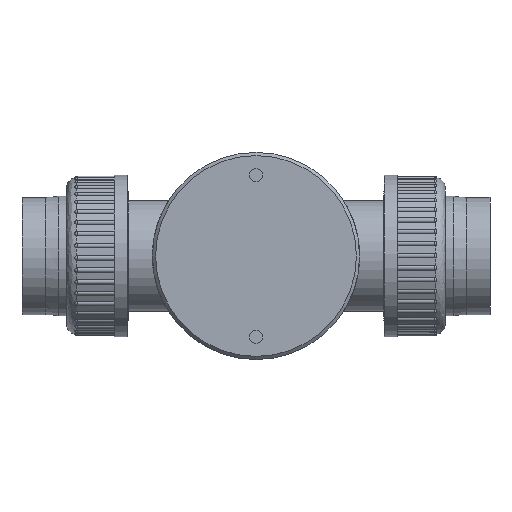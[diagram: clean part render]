
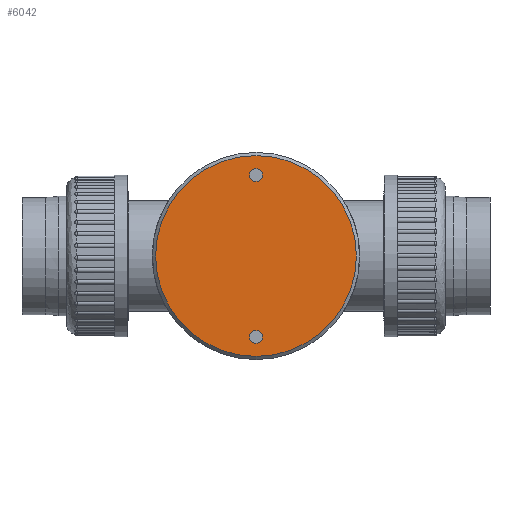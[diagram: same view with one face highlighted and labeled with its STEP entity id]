
A CAD part, front view. The second image highlights one B-rep face of the part: STEP entity #6042.
In plain terms, the highlighted planar face has unit normal (0, -1, 0).
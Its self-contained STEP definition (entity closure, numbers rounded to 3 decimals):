
#37 = CARTESIAN_POINT ( 'NONE',  ( 0., 0., 46.031 ) ) ;
#539 = AXIS2_PLACEMENT_3D ( 'NONE', #5947, #2226, #9427 ) ;
#926 = EDGE_CURVE ( 'NONE', #10197, #10197, #7041, .T. ) ;
#1014 = EDGE_LOOP ( 'NONE', ( #3384 ) ) ;
#1107 = DIRECTION ( 'NONE',  ( 0., 0., -1. ) ) ;
#1556 = DIRECTION ( 'NONE',  ( 0., 1., 0. ) ) ;
#1686 = VERTEX_POINT ( 'NONE', #2529 ) ;
#1945 = DIRECTION ( 'NONE',  ( 0., -1., 0. ) ) ;
#2226 = DIRECTION ( 'NONE',  ( 0., -1., 0. ) ) ;
#2330 = EDGE_CURVE ( 'NONE', #1686, #1686, #6883, .T. ) ;
#2396 = DIRECTION ( 'NONE',  ( 0., 0., 1. ) ) ;
#2529 = CARTESIAN_POINT ( 'NONE',  ( 0., 0., -53.969 ) ) ;
#2842 = CIRCLE ( 'NONE', #8304, 3.969 ) ;
#2901 = ORIENTED_EDGE ( 'NONE', *, *, #926, .T. ) ;
#3308 = FACE_BOUND ( 'NONE', #11007, .T. ) ;
#3384 = ORIENTED_EDGE ( 'NONE', *, *, #2330, .F. ) ;
#4270 = FACE_OUTER_BOUND ( 'NONE', #6733, .T. ) ;
#4399 = VERTEX_POINT ( 'NONE', #37 ) ;
#5144 = CARTESIAN_POINT ( 'NONE',  ( 0., 0., 50. ) ) ;
#5947 = CARTESIAN_POINT ( 'NONE',  ( 0., 0., 0. ) ) ;
#6042 = ADVANCED_FACE ( 'NONE', ( #4270, #3308, #8477 ), #7723, .F. ) ;
#6067 = CARTESIAN_POINT ( 'NONE',  ( 0., 0., 0. ) ) ;
#6733 = EDGE_LOOP ( 'NONE', ( #2901 ) ) ;
#6800 = DIRECTION ( 'NONE',  ( 0., -1., 0. ) ) ;
#6883 = CIRCLE ( 'NONE', #7431, 3.969 ) ;
#7041 = CIRCLE ( 'NONE', #539, 62. ) ;
#7431 = AXIS2_PLACEMENT_3D ( 'NONE', #9715, #1945, #1107 ) ;
#7723 = PLANE ( 'NONE',  #7955 ) ;
#7955 = AXIS2_PLACEMENT_3D ( 'NONE', #6067, #1556, #2396 ) ;
#8304 = AXIS2_PLACEMENT_3D ( 'NONE', #5144, #6800, #10258 ) ;
#8477 = FACE_BOUND ( 'NONE', #1014, .T. ) ;
#9427 = DIRECTION ( 'NONE',  ( 0., 0., 1. ) ) ;
#9510 = CARTESIAN_POINT ( 'NONE',  ( 0., 0., 62. ) ) ;
#9715 = CARTESIAN_POINT ( 'NONE',  ( 0., 0., -50. ) ) ;
#9817 = EDGE_CURVE ( 'NONE', #4399, #4399, #2842, .T. ) ;
#10197 = VERTEX_POINT ( 'NONE', #9510 ) ;
#10216 = ORIENTED_EDGE ( 'NONE', *, *, #9817, .F. ) ;
#10258 = DIRECTION ( 'NONE',  ( 0., 0., -1. ) ) ;
#11007 = EDGE_LOOP ( 'NONE', ( #10216 ) ) ;
